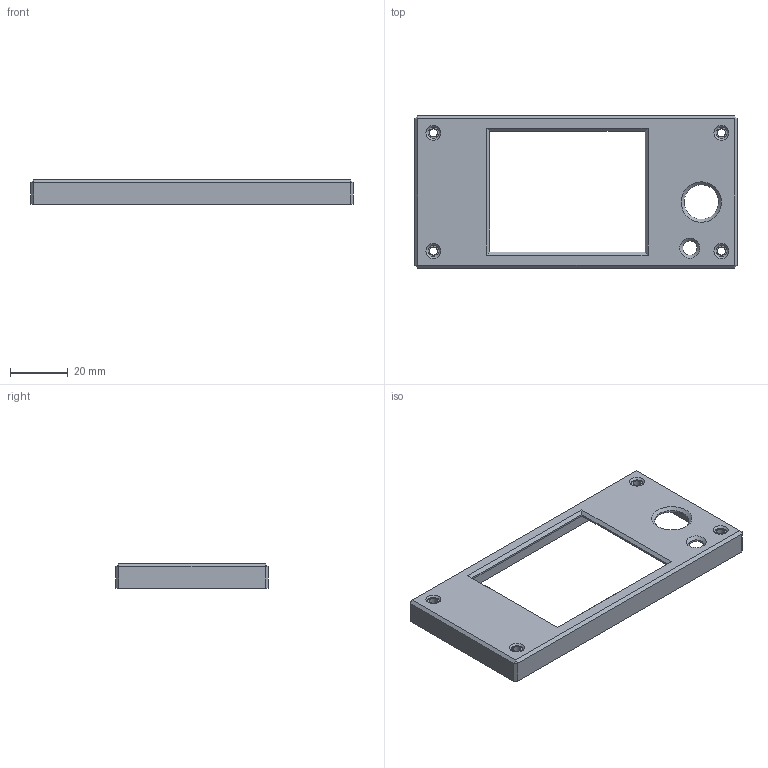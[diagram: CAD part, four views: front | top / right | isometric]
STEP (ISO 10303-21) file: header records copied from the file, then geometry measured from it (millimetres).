
FILE_DESCRIPTION(('FreeCAD Model'),'2;1');
FILE_NAME('front-tft-case-x1.step', '2021-06-11T11:46:17',('Author'),(''), 'Open CASCADE STEP processor 7.3','FreeCAD','Unknown');
FILE_SCHEMA(('AUTOMOTIVE_DESIGN { 1 0 10303 214 1 1 1 1 }'));
Length unit declared in the file: millimetre
Products named in the file (1): front.case
Bounding box: 112 x 53 x 8.6 mm (x, y, z)
Volume: 10630.1 mm3; surface area: 12757.5 mm2
Topology: 1 solids, 1 shells, 69 faces, 148 edges, 86 vertices
Faces by surface type: plane 43, cylinder 16, cone 10
Full cylindrical faces by diameter (mm): 2.8 x4, 5 x1, 12 x1
Entity records: 4243 total; most frequent: CARTESIAN_POINT 664, DIRECTION 586, LINE 324, VECTOR 324, ORIENTED_EDGE 296, PCURVE 296, DEFINITIONAL_REPRESENTATION 296, EDGE_CURVE 148
